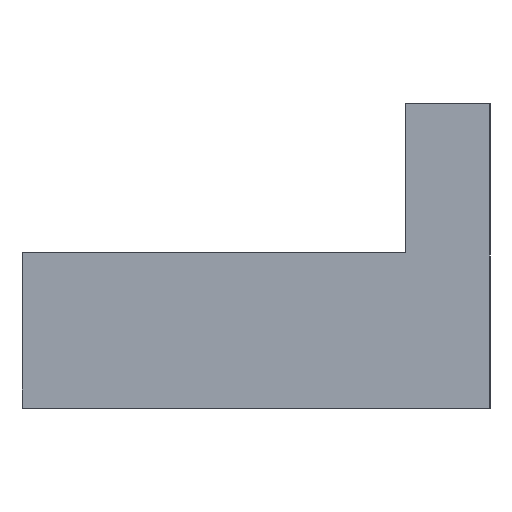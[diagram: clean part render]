
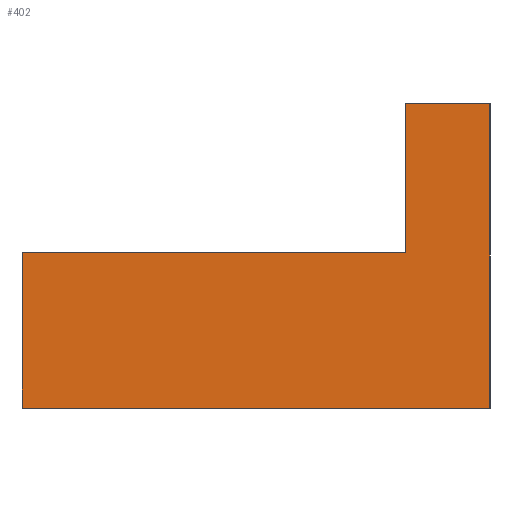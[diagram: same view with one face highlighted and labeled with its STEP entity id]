
A CAD part, left-side view. The second image highlights one B-rep face of the part: STEP entity #402.
In plain terms, the highlighted planar face has unit normal (-1, 0, 0).
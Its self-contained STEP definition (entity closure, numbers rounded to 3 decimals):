
#66=FACE_OUTER_BOUND('',#94,.T.);
#94=EDGE_LOOP('',(#351,#352,#353,#354,#355,#356));
#110=LINE('',#603,#146);
#115=LINE('',#617,#151);
#124=LINE('',#669,#160);
#127=LINE('',#675,#163);
#132=LINE('',#685,#168);
#133=LINE('',#686,#169);
#146=VECTOR('',#484,10.);
#151=VECTOR('',#497,10.);
#160=VECTOR('',#556,10.);
#163=VECTOR('',#561,10.);
#168=VECTOR('',#570,10.);
#169=VECTOR('',#571,10.);
#179=VERTEX_POINT('',#600);
#180=VERTEX_POINT('',#602);
#185=VERTEX_POINT('',#616);
#203=VERTEX_POINT('',#668);
#205=VERTEX_POINT('',#674);
#208=VERTEX_POINT('',#684);
#220=EDGE_CURVE('',#180,#179,#110,.T.);
#227=EDGE_CURVE('',#180,#185,#115,.T.);
#252=EDGE_CURVE('',#203,#185,#124,.T.);
#255=EDGE_CURVE('',#205,#203,#127,.T.);
#260=EDGE_CURVE('',#208,#179,#132,.T.);
#261=EDGE_CURVE('',#205,#208,#133,.T.);
#351=ORIENTED_EDGE('',*,*,#252,.T.);
#352=ORIENTED_EDGE('',*,*,#227,.F.);
#353=ORIENTED_EDGE('',*,*,#220,.T.);
#354=ORIENTED_EDGE('',*,*,#260,.F.);
#355=ORIENTED_EDGE('',*,*,#261,.F.);
#356=ORIENTED_EDGE('',*,*,#255,.T.);
#382=PLANE('',#460);
#402=ADVANCED_FACE('',(#66),#382,.T.);
#460=AXIS2_PLACEMENT_3D('',#683,#568,#569);
#484=DIRECTION('',(0.,-1.,0.));
#497=DIRECTION('',(0.,0.,1.));
#556=DIRECTION('',(0.,1.,0.));
#561=DIRECTION('',(0.,0.,-1.));
#568=DIRECTION('center_axis',(-1.,0.,0.));
#569=DIRECTION('ref_axis',(0.,0.,-1.));
#570=DIRECTION('',(0.,0.,-1.));
#571=DIRECTION('',(0.,-1.,0.));
#600=CARTESIAN_POINT('',(-13.5,-10.,-3.25));
#602=CARTESIAN_POINT('',(-13.5,0.,-3.25));
#603=CARTESIAN_POINT('',(-13.5,0.,-3.25));
#616=CARTESIAN_POINT('',(-13.5,0.,0.08));
#617=CARTESIAN_POINT('',(-13.5,0.,-3.25));
#668=CARTESIAN_POINT('',(-13.5,-8.2,0.08));
#669=CARTESIAN_POINT('',(-13.5,0.,0.08));
#674=CARTESIAN_POINT('',(-13.5,-8.2,3.25));
#675=CARTESIAN_POINT('',(-13.5,-8.2,2.458));
#683=CARTESIAN_POINT('Origin',(-13.5,0.,3.25));
#684=CARTESIAN_POINT('',(-13.5,-10.,3.25));
#685=CARTESIAN_POINT('',(-13.5,-10.,-3.25));
#686=CARTESIAN_POINT('',(-13.5,0.,3.25));
